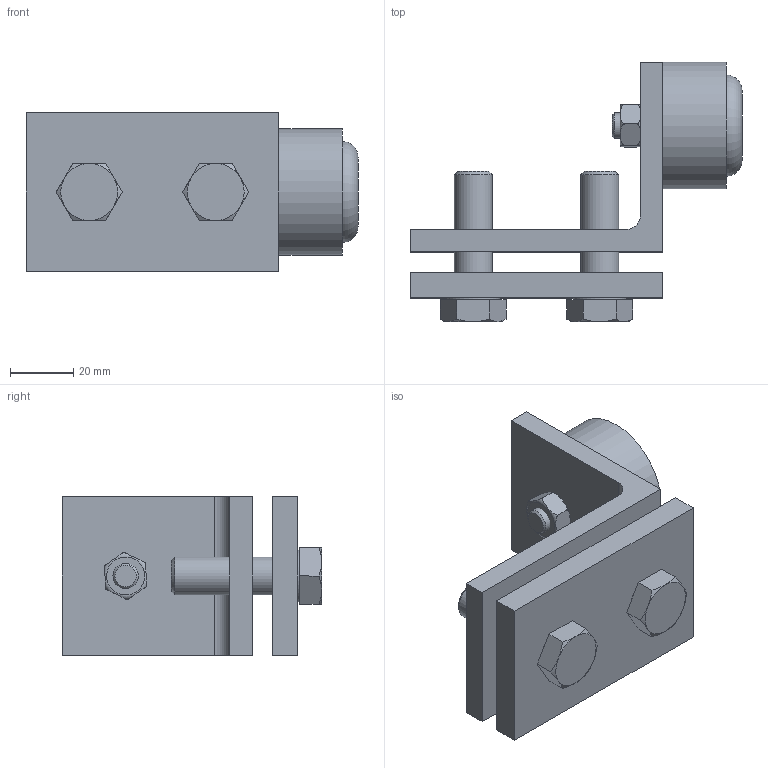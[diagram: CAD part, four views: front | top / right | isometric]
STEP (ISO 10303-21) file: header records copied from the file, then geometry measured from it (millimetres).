
FILE_DESCRIPTION(/* description */ (''),/* implementation_level */ '2;1');
FILE_NAME(/* name */ '9169.stp',/* time_stamp */ '2020-09-21T09:42:08+02:00',/* author */ ('SIMMETF'),/* organization */ (''),/* preprocessor_version */ 'ST-DEVELOPER v17.2',/* originating_system */ 'Autodesk Inventor 2019',/* authorisation */ '');
FILE_SCHEMA (('AUTOMOTIVE_DESIGN { 1 0 10303 214 3 1 1 }'));
Length unit declared in the file: millimetre
Products named in the file (1): Pièce1
Bounding box: 105 x 82 x 50 mm (x, y, z)
Volume: 117993.6 mm3; surface area: 38923.9 mm2
Topology: 7 solids, 7 shells, 99 faces, 238 edges, 159 vertices
Faces by surface type: plane 54, cylinder 15, cone 15, torus 15
Full cylindrical faces by diameter (mm): 6.647 x1, 7 x1, 8 x1, 9 x1, 10.106 x2, 12 x3, 12.5 x2, 16.63 x2, 40 x1
Entity records: 3391 total; most frequent: CARTESIAN_POINT 1073, ORIENTED_EDGE 476, DIRECTION 456, EDGE_CURVE 238, AXIS2_PLACEMENT_3D 180, VERTEX_POINT 159, EDGE_LOOP 119, FACE_OUTER_BOUND 99
